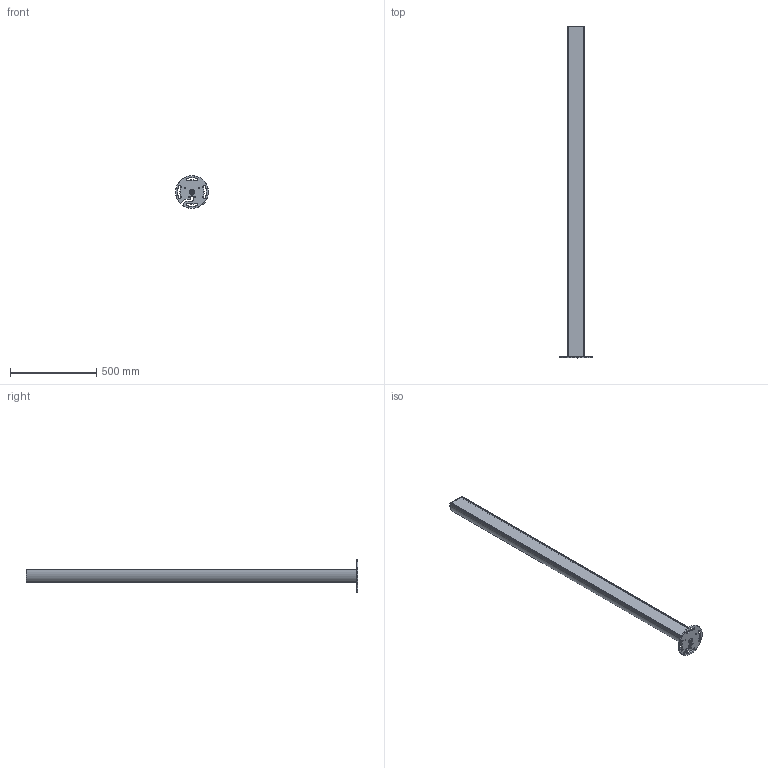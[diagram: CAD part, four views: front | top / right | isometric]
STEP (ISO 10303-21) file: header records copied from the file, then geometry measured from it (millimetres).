
FILE_DESCRIPTION (( 'STEP AP214' ), '1' );
FILE_NAME ('09-0624.STEP', '2023-09-18T14:36:19', ( '' ), ( '' ), 'SwSTEP 2.0', 'SolidWorks 2022', '' );
FILE_SCHEMA (( 'AUTOMOTIVE_DESIGN' ));
Length unit declared in the file: inch
Products named in the file (7): 09-0624; _-0001; 000; ESN4440--FS; ESQC-N4440; 00; _-0002
Assembly tree (6 placements, depth 3):
  09-0624
    ESQC-N4440
      00
      _-0001
      _-0002
      000
    ESN4440--FS
Bounding box: 189.85 x 1920 x 189.81 mm (x, y, z)
Volume: 5403390.4 mm3; surface area: 1971714.6 mm2
Topology: 23 solids, 23 shells, 1159 faces, 3192 edges, 2069 vertices
Faces by surface type: plane 413, bspline 321, cylinder 305, cone 96, torus 24
Full cylindrical faces by diameter (mm): 1.8 x4, 2.4 x4, 2.6 x8, 3.1 x8, 3.199 x8, 5.3 x8, 6 x1, 6.5 x3, 7 x4, 13 x1, 18.9 x1, 21.6 x1
Entity records: 84246 total; most frequent: CARTESIAN_POINT 46525, ORIENTED_EDGE 5952, DIRECTION 3750, EDGE_CURVE 2976, VERTEX_POINT 1998, AXIS2_PLACEMENT_3D 1328, EDGE_LOOP 1322, FACE_OUTER_BOUND 1237
